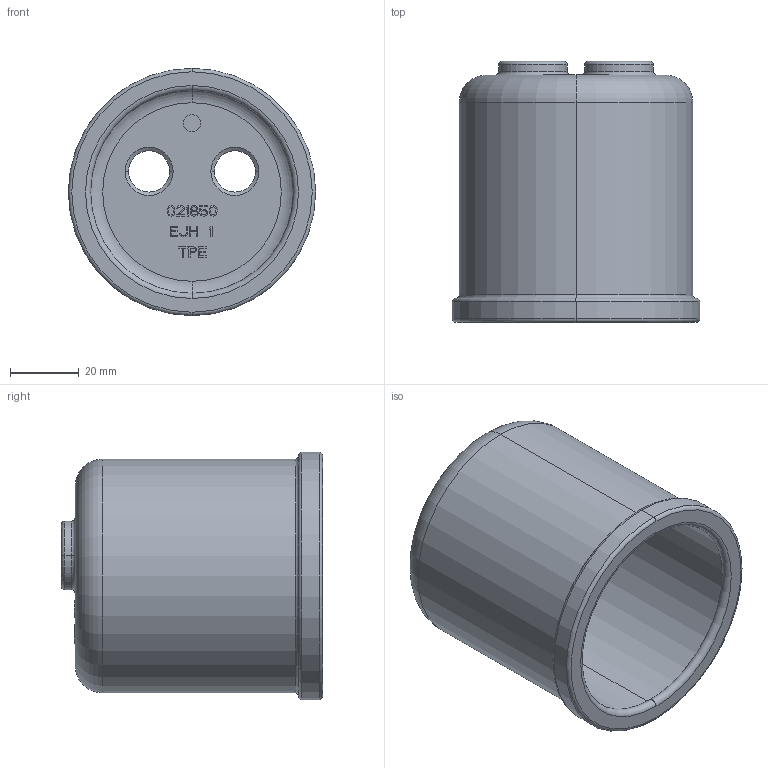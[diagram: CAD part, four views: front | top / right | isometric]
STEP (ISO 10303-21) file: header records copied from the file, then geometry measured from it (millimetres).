
FILE_DESCRIPTION((''),'2;1');
FILE_NAME('021850','2020-09-04T16:25:28',('teru'),(''),'CREO PARAMETRIC BY PTC INC, 2017380','CREO PARAMETRIC BY PTC INC, 2017380','');
FILE_SCHEMA(('CONFIG_CONTROL_DESIGN'));
Length unit declared in the file: millimetre
Products named in the file (1): 021850
Bounding box: 72 x 76 x 72 mm (x, y, z)
Volume: 55758.6 mm3; surface area: 36735.9 mm2
Topology: 1 solids, 1 shells, 614 faces, 1689 edges, 1106 vertices
Faces by surface type: plane 540, cone 40, torus 22, cylinder 12
Entity records: 19169 total; most frequent: CARTESIAN_POINT 3409, ORIENTED_EDGE 3378, DIRECTION 3027, EDGE_CURVE 1689, VECTOR 1579, LINE 1579, VERTEX_POINT 1106, AXIS2_PLACEMENT_3D 724
